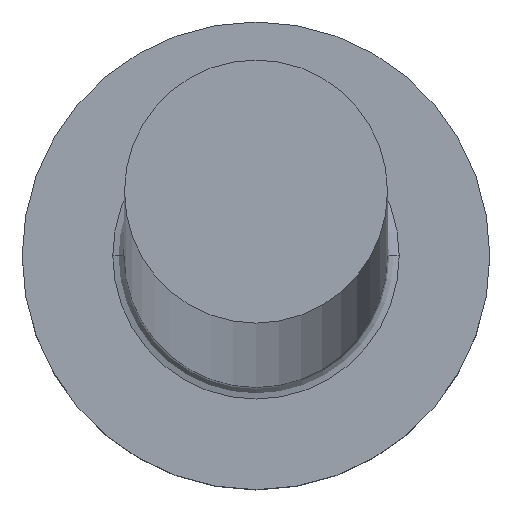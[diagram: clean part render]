
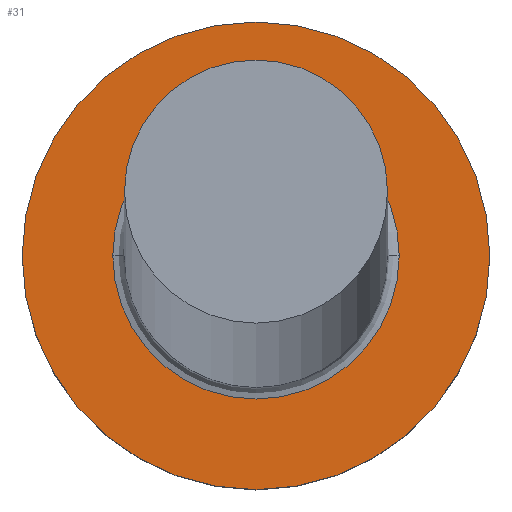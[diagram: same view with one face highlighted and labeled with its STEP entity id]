
A CAD part, top view. The second image highlights one B-rep face of the part: STEP entity #31.
In plain terms, the highlighted planar face has unit normal (0, 0, 1).
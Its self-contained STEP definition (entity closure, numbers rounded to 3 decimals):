
#7 = FACE_BOUND ( 'NONE', #262, .T. ) ;
#9 = ORIENTED_EDGE ( 'NONE', *, *, #186, .T. ) ;
#10 = CARTESIAN_POINT ( 'NONE',  ( 0., 0., 3. ) ) ;
#11 = AXIS2_PLACEMENT_3D ( 'NONE', #18, #87, #303 ) ;
#18 = CARTESIAN_POINT ( 'NONE',  ( 0., 0., 3. ) ) ;
#21 = DIRECTION ( 'NONE',  ( 1., 0., 0. ) ) ;
#30 = AXIS2_PLACEMENT_3D ( 'NONE', #43, #207, #84 ) ;
#31 = ADVANCED_FACE ( 'NONE', ( #7, #55 ), #147, .T. ) ;
#32 = ORIENTED_EDGE ( 'NONE', *, *, #91, .T. ) ;
#41 = EDGE_CURVE ( 'NONE', #162, #79, #305, .T. ) ;
#43 = CARTESIAN_POINT ( 'NONE',  ( 0., 0., 3. ) ) ;
#50 = EDGE_CURVE ( 'NONE', #79, #162, #119, .T. ) ;
#55 = FACE_OUTER_BOUND ( 'NONE', #225, .T. ) ;
#78 = DIRECTION ( 'NONE',  ( 1., 0., 0. ) ) ;
#79 = VERTEX_POINT ( 'NONE', #179 ) ;
#84 = DIRECTION ( 'NONE',  ( 1., 0., 0. ) ) ;
#87 = DIRECTION ( 'NONE',  ( 0., 0., 1. ) ) ;
#89 = AXIS2_PLACEMENT_3D ( 'NONE', #10, #299, #78 ) ;
#91 = EDGE_CURVE ( 'NONE', #170, #272, #241, .T. ) ;
#119 = CIRCLE ( 'NONE', #11, 4. ) ;
#121 = ORIENTED_EDGE ( 'NONE', *, *, #41, .T. ) ;
#123 = CARTESIAN_POINT ( 'NONE',  ( -2.45, 0., 3. ) ) ;
#134 = CARTESIAN_POINT ( 'NONE',  ( 0., 0., 3. ) ) ;
#142 = AXIS2_PLACEMENT_3D ( 'NONE', #284, #229, #255 ) ;
#147 = PLANE ( 'NONE',  #296 ) ;
#160 = CARTESIAN_POINT ( 'NONE',  ( 2.45, 0., 3. ) ) ;
#162 = VERTEX_POINT ( 'NONE', #247 ) ;
#170 = VERTEX_POINT ( 'NONE', #123 ) ;
#179 = CARTESIAN_POINT ( 'NONE',  ( 4., 0., 3. ) ) ;
#186 = EDGE_CURVE ( 'NONE', #272, #170, #286, .T. ) ;
#207 = DIRECTION ( 'NONE',  ( 0., 0., -1. ) ) ;
#210 = DIRECTION ( 'NONE',  ( 0., 0., 1. ) ) ;
#225 = EDGE_LOOP ( 'NONE', ( #121, #245 ) ) ;
#229 = DIRECTION ( 'NONE',  ( 0., 0., 1. ) ) ;
#241 = CIRCLE ( 'NONE', #30, 2.45 ) ;
#245 = ORIENTED_EDGE ( 'NONE', *, *, #50, .T. ) ;
#247 = CARTESIAN_POINT ( 'NONE',  ( -4., 0., 3. ) ) ;
#255 = DIRECTION ( 'NONE',  ( 1., 0., 0. ) ) ;
#262 = EDGE_LOOP ( 'NONE', ( #9, #32 ) ) ;
#272 = VERTEX_POINT ( 'NONE', #160 ) ;
#284 = CARTESIAN_POINT ( 'NONE',  ( 0., 0., 3. ) ) ;
#286 = CIRCLE ( 'NONE', #89, 2.45 ) ;
#296 = AXIS2_PLACEMENT_3D ( 'NONE', #134, #210, #21 ) ;
#299 = DIRECTION ( 'NONE',  ( 0., 0., -1. ) ) ;
#303 = DIRECTION ( 'NONE',  ( 1., 0., 0. ) ) ;
#305 = CIRCLE ( 'NONE', #142, 4. ) ;
